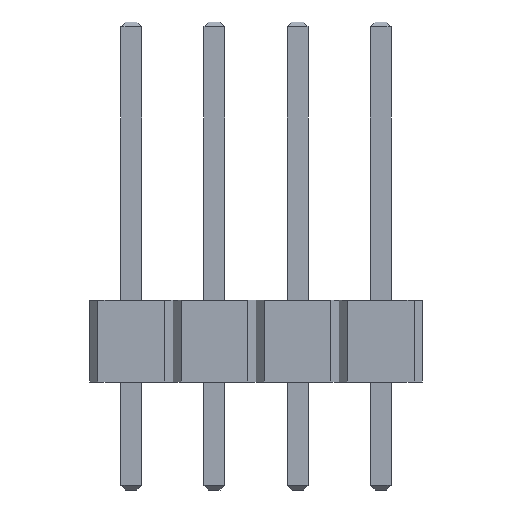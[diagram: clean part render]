
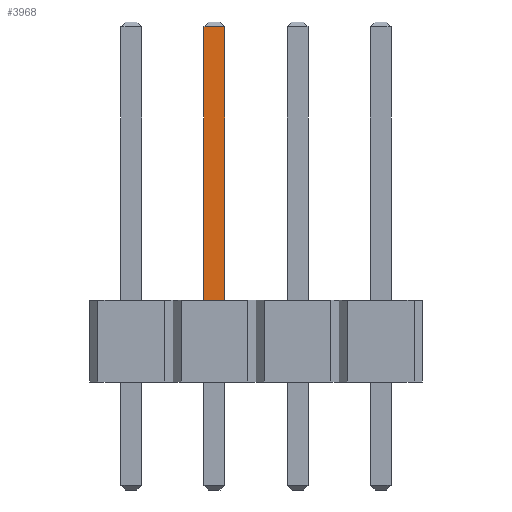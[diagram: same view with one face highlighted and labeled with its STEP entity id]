
A CAD part, left-side view. The second image highlights one B-rep face of the part: STEP entity #3968.
In plain terms, the highlighted face is planar.
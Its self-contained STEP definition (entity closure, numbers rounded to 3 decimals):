
#111 = PLANE('',#112);
#112 = AXIS2_PLACEMENT_3D('',#113,#114,#115);
#113 = CARTESIAN_POINT('',(3.81,0.,2.5));
#114 = DIRECTION('',(0.,0.,1.));
#115 = DIRECTION('',(1.,0.,0.));
#1901 = VERTEX_POINT('',#1902);
#1902 = CARTESIAN_POINT('',(2.86,-0.32,2.5));
#1915 = PLANE('',#1916);
#1916 = AXIS2_PLACEMENT_3D('',#1917,#1918,#1919);
#1917 = CARTESIAN_POINT('',(2.86,-0.32,-3.3));
#1918 = DIRECTION('',(-1.,0.,0.));
#1919 = DIRECTION('',(0.,1.,0.));
#1926 = EDGE_CURVE('',#1901,#1927,#1929,.T.);
#1927 = VERTEX_POINT('',#1928);
#1928 = CARTESIAN_POINT('',(2.22,-0.32,2.5));
#1929 = SURFACE_CURVE('',#1930,(#1934,#1940),.PCURVE_S1.);
#1930 = LINE('',#1931,#1932);
#1931 = CARTESIAN_POINT('',(3.015,-0.32,2.5));
#1932 = VECTOR('',#1933,1.);
#1933 = DIRECTION('',(-1.,0.,0.));
#1934 = PCURVE('',#111,#1935);
#1935 = DEFINITIONAL_REPRESENTATION('',(#1936),#1939);
#1936 = B_SPLINE_CURVE_WITH_KNOTS('',1,(#1937,#1938),.UNSPECIFIED.,.F.,
  .F.,(2,2),(0.091,0.859),.PIECEWISE_BEZIER_KNOTS.);
#1937 = CARTESIAN_POINT('',(-0.886,-0.32));
#1938 = CARTESIAN_POINT('',(-1.654,-0.32));
#1939 = ( GEOMETRIC_REPRESENTATION_CONTEXT(2) 
PARAMETRIC_REPRESENTATION_CONTEXT() REPRESENTATION_CONTEXT('2D SPACE',''
  ) );
#1940 = PCURVE('',#1941,#1946);
#1941 = PLANE('',#1942);
#1942 = AXIS2_PLACEMENT_3D('',#1943,#1944,#1945);
#1943 = CARTESIAN_POINT('',(2.22,-0.32,-3.3));
#1944 = DIRECTION('',(0.,1.,0.));
#1945 = DIRECTION('',(1.,0.,0.));
#1946 = DEFINITIONAL_REPRESENTATION('',(#1947),#1950);
#1947 = B_SPLINE_CURVE_WITH_KNOTS('',1,(#1948,#1949),.UNSPECIFIED.,.F.,
  .F.,(2,2),(0.091,0.859),.PIECEWISE_BEZIER_KNOTS.);
#1948 = CARTESIAN_POINT('',(0.704,-5.8));
#1949 = CARTESIAN_POINT('',(-0.064,-5.8));
#1950 = ( GEOMETRIC_REPRESENTATION_CONTEXT(2) 
PARAMETRIC_REPRESENTATION_CONTEXT() REPRESENTATION_CONTEXT('2D SPACE',''
  ) );
#1967 = PLANE('',#1968);
#1968 = AXIS2_PLACEMENT_3D('',#1969,#1970,#1971);
#1969 = CARTESIAN_POINT('',(2.22,0.32,-3.3));
#1970 = DIRECTION('',(1.,0.,0.));
#1971 = DIRECTION('',(0.,-1.,0.));
#3789 = EDGE_CURVE('',#1901,#3790,#3792,.T.);
#3790 = VERTEX_POINT('',#3791);
#3791 = CARTESIAN_POINT('',(2.86,-0.32,10.85));
#3792 = SURFACE_CURVE('',#3793,(#3797,#3804),.PCURVE_S1.);
#3793 = LINE('',#3794,#3795);
#3794 = CARTESIAN_POINT('',(2.86,-0.32,-3.3));
#3795 = VECTOR('',#3796,1.);
#3796 = DIRECTION('',(0.,0.,1.));
#3797 = PCURVE('',#1915,#3798);
#3798 = DEFINITIONAL_REPRESENTATION('',(#3799),#3803);
#3799 = LINE('',#3800,#3801);
#3800 = CARTESIAN_POINT('',(0.,0.));
#3801 = VECTOR('',#3802,1.);
#3802 = DIRECTION('',(0.,-1.));
#3803 = ( GEOMETRIC_REPRESENTATION_CONTEXT(2) 
PARAMETRIC_REPRESENTATION_CONTEXT() REPRESENTATION_CONTEXT('2D SPACE',''
  ) );
#3804 = PCURVE('',#1941,#3805);
#3805 = DEFINITIONAL_REPRESENTATION('',(#3806),#3810);
#3806 = LINE('',#3807,#3808);
#3807 = CARTESIAN_POINT('',(0.64,0.));
#3808 = VECTOR('',#3809,1.);
#3809 = DIRECTION('',(0.,-1.));
#3810 = ( GEOMETRIC_REPRESENTATION_CONTEXT(2) 
PARAMETRIC_REPRESENTATION_CONTEXT() REPRESENTATION_CONTEXT('2D SPACE',''
  ) );
#3921 = VERTEX_POINT('',#3922);
#3922 = CARTESIAN_POINT('',(2.22,-0.32,10.85));
#3948 = EDGE_CURVE('',#1927,#3921,#3949,.T.);
#3949 = SURFACE_CURVE('',#3950,(#3954,#3961),.PCURVE_S1.);
#3950 = LINE('',#3951,#3952);
#3951 = CARTESIAN_POINT('',(2.22,-0.32,-3.3));
#3952 = VECTOR('',#3953,1.);
#3953 = DIRECTION('',(0.,0.,1.));
#3954 = PCURVE('',#1967,#3955);
#3955 = DEFINITIONAL_REPRESENTATION('',(#3956),#3960);
#3956 = LINE('',#3957,#3958);
#3957 = CARTESIAN_POINT('',(0.64,0.));
#3958 = VECTOR('',#3959,1.);
#3959 = DIRECTION('',(0.,-1.));
#3960 = ( GEOMETRIC_REPRESENTATION_CONTEXT(2) 
PARAMETRIC_REPRESENTATION_CONTEXT() REPRESENTATION_CONTEXT('2D SPACE',''
  ) );
#3961 = PCURVE('',#1941,#3962);
#3962 = DEFINITIONAL_REPRESENTATION('',(#3963),#3967);
#3963 = LINE('',#3964,#3965);
#3964 = CARTESIAN_POINT('',(0.,0.));
#3965 = VECTOR('',#3966,1.);
#3966 = DIRECTION('',(0.,-1.));
#3967 = ( GEOMETRIC_REPRESENTATION_CONTEXT(2) 
PARAMETRIC_REPRESENTATION_CONTEXT() REPRESENTATION_CONTEXT('2D SPACE',''
  ) );
#3968 = ADVANCED_FACE('',(#3969),#1941,.F.);
#3969 = FACE_BOUND('',#3970,.F.);
#3970 = EDGE_LOOP('',(#3971,#3972,#3973,#3999));
#3971 = ORIENTED_EDGE('',*,*,#1926,.T.);
#3972 = ORIENTED_EDGE('',*,*,#3948,.T.);
#3973 = ORIENTED_EDGE('',*,*,#3974,.T.);
#3974 = EDGE_CURVE('',#3921,#3790,#3975,.T.);
#3975 = SURFACE_CURVE('',#3976,(#3980,#3987),.PCURVE_S1.);
#3976 = LINE('',#3977,#3978);
#3977 = CARTESIAN_POINT('',(2.22,-0.32,10.85));
#3978 = VECTOR('',#3979,1.);
#3979 = DIRECTION('',(1.,0.,0.));
#3980 = PCURVE('',#1941,#3981);
#3981 = DEFINITIONAL_REPRESENTATION('',(#3982),#3986);
#3982 = LINE('',#3983,#3984);
#3983 = CARTESIAN_POINT('',(0.,-14.15));
#3984 = VECTOR('',#3985,1.);
#3985 = DIRECTION('',(1.,0.));
#3986 = ( GEOMETRIC_REPRESENTATION_CONTEXT(2) 
PARAMETRIC_REPRESENTATION_CONTEXT() REPRESENTATION_CONTEXT('2D SPACE',''
  ) );
#3987 = PCURVE('',#3988,#3993);
#3988 = PLANE('',#3989);
#3989 = AXIS2_PLACEMENT_3D('',#3990,#3991,#3992);
#3990 = CARTESIAN_POINT('',(2.22,-0.245,10.925));
#3991 = DIRECTION('',(0.,0.707,-0.707)
  );
#3992 = DIRECTION('',(-1.,0.,0.));
#3993 = DEFINITIONAL_REPRESENTATION('',(#3994),#3998);
#3994 = LINE('',#3995,#3996);
#3995 = CARTESIAN_POINT('',(-0.,-0.106));
#3996 = VECTOR('',#3997,1.);
#3997 = DIRECTION('',(-1.,0.));
#3998 = ( GEOMETRIC_REPRESENTATION_CONTEXT(2) 
PARAMETRIC_REPRESENTATION_CONTEXT() REPRESENTATION_CONTEXT('2D SPACE',''
  ) );
#3999 = ORIENTED_EDGE('',*,*,#3789,.F.);
